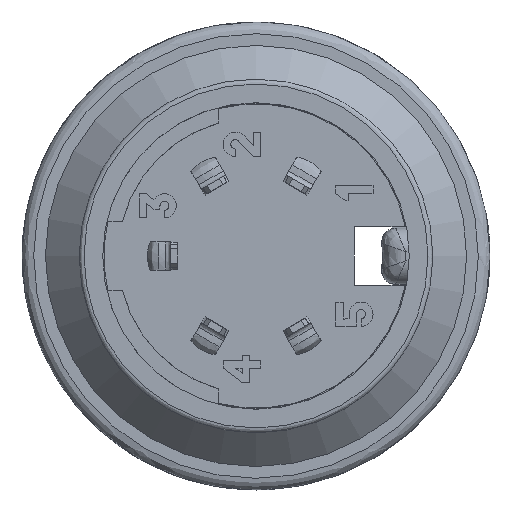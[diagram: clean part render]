
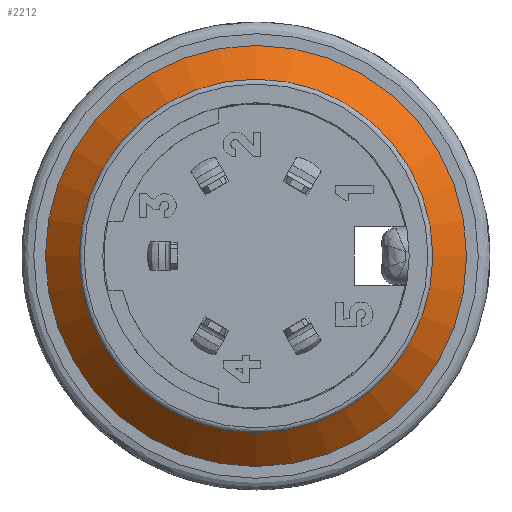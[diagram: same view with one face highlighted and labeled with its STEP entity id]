
A CAD part, left-side view. The second image highlights one B-rep face of the part: STEP entity #2212.
In plain terms, the highlighted conical face has half-angle 45 degrees and reference radius 7.55 mm.
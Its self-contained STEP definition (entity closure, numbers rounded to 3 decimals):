
#963=CONICAL_SURFACE('',#6684,7.55,45.);
#1165=FACE_BOUND('',#2894,.T.);
#1166=FACE_BOUND('',#2895,.T.);
#2212=ADVANCED_FACE('',(#1165,#1166),#963,.T.);
#2894=EDGE_LOOP('',(#3572));
#2895=EDGE_LOOP('',(#3573));
#3239=CIRCLE('',#6681,7.55);
#3240=CIRCLE('',#6683,9.);
#3572=ORIENTED_EDGE('',*,*,#5715,.T.);
#3573=ORIENTED_EDGE('',*,*,#5716,.F.);
#5137=VERTEX_POINT('',#10183);
#5138=VERTEX_POINT('',#10186);
#5715=EDGE_CURVE('',#5137,#5137,#3239,.T.);
#5716=EDGE_CURVE('',#5138,#5138,#3240,.T.);
#6681=AXIS2_PLACEMENT_3D('',#10182,#7175,#7176);
#6683=AXIS2_PLACEMENT_3D('',#10185,#7179,#7180);
#6684=AXIS2_PLACEMENT_3D('',#10187,#7181,#7182);
#7175=DIRECTION('',(1.,0.,0.));
#7176=DIRECTION('',(0.,-1.,-0.002));
#7179=DIRECTION('',(1.,0.,0.));
#7180=DIRECTION('',(0.,-1.,-0.002));
#7181=DIRECTION('',(1.,0.,0.));
#7182=DIRECTION('',(0.,-1.,-0.002));
#10182=CARTESIAN_POINT('',(-3.45,0.,0.));
#10183=CARTESIAN_POINT('',(-3.45,-7.55,-0.014));
#10185=CARTESIAN_POINT('',(-2.,0.,0.));
#10186=CARTESIAN_POINT('',(-2.,-9.,-0.017));
#10187=CARTESIAN_POINT('',(-3.45,0.,0.));
